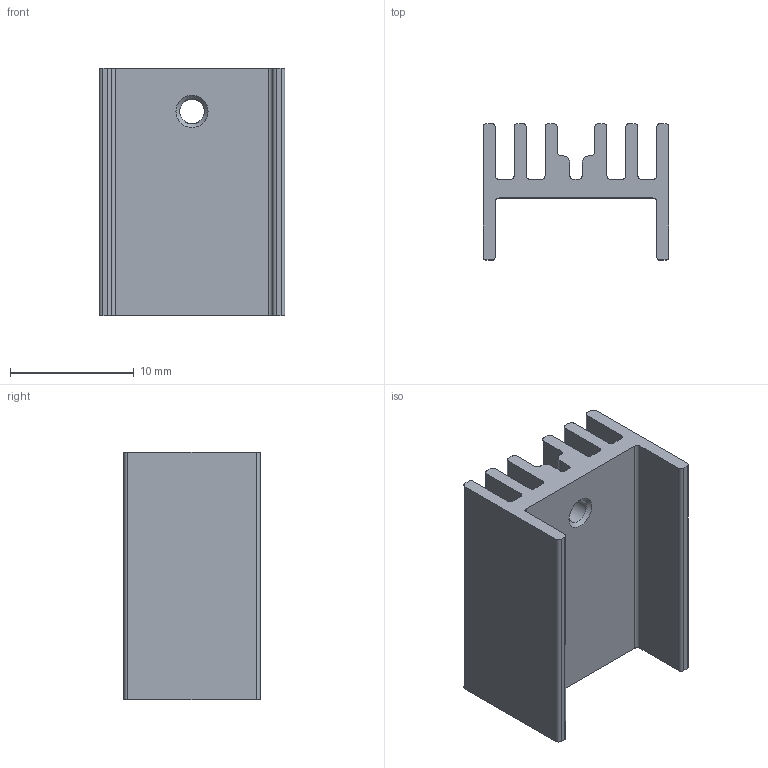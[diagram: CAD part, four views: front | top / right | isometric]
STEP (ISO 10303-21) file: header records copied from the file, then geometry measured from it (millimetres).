
FILE_DESCRIPTION(('FreeCAD Model'),'2;1');
FILE_NAME('HeatsinkTO220NoScrew.step','2017-05-21T02:39:38',('Author'),(''), 'Open CASCADE STEP processor 6.8','FreeCAD','Unknown');
FILE_SCHEMA(('AUTOMOTIVE_DESIGN_CC2 { 1 2 10303 214 -1 1 5 4 }'));
Length unit declared in the file: millimetre
Products named in the file (2): ASSEMBLY; HeatSink
Assembly tree (1 placements, depth 2):
  ASSEMBLY
    HeatSink
Bounding box: 15 x 11 x 20 mm (x, y, z)
Volume: 1254.9 mm3; surface area: 2183.3 mm2
Topology: 1 solids, 1 shells, 73 faces, 216 edges, 144 vertices
Faces by surface type: plane 37, cylinder 35, cone 1
Full cylindrical faces by diameter (mm): 2 x1
Entity records: 6175 total; most frequent: CARTESIAN_POINT 1909, DIRECTION 796, LINE 479, VECTOR 479, ORIENTED_EDGE 432, PCURVE 432, DEFINITIONAL_REPRESENTATION 432, EDGE_CURVE 216
